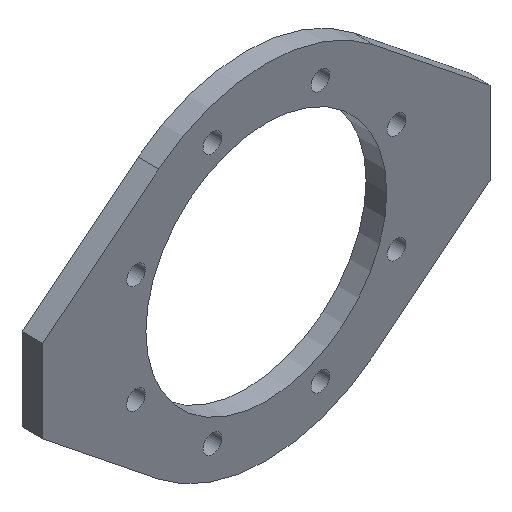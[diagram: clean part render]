
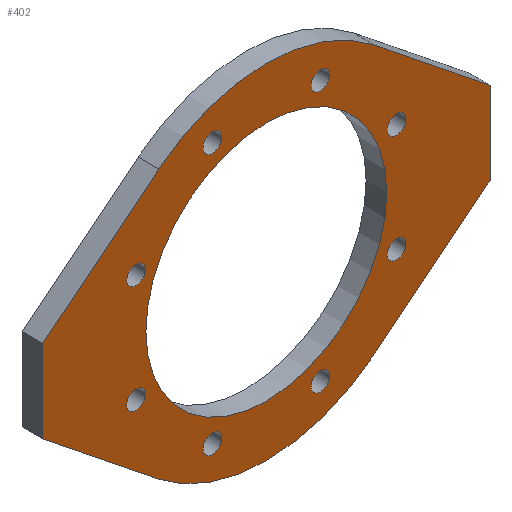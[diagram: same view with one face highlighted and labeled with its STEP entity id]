
A CAD part, isometric view. The second image highlights one B-rep face of the part: STEP entity #402.
In plain terms, the highlighted planar face has unit normal (0, -1, 0).
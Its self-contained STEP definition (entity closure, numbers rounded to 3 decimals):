
#15=FACE_BOUND('',#78,.T.);
#16=FACE_BOUND('',#79,.T.);
#17=FACE_BOUND('',#80,.T.);
#18=FACE_BOUND('',#81,.T.);
#19=FACE_BOUND('',#82,.T.);
#20=FACE_BOUND('',#83,.T.);
#21=FACE_BOUND('',#84,.T.);
#22=FACE_BOUND('',#85,.T.);
#23=FACE_BOUND('',#86,.T.);
#39=PLANE('',#465);
#58=FACE_OUTER_BOUND('',#77,.T.);
#77=EDGE_LOOP('',(#338,#339,#340,#341,#342,#343,#344,#345));
#78=EDGE_LOOP('',(#346,#347));
#79=EDGE_LOOP('',(#348));
#80=EDGE_LOOP('',(#349));
#81=EDGE_LOOP('',(#350));
#82=EDGE_LOOP('',(#351));
#83=EDGE_LOOP('',(#352));
#84=EDGE_LOOP('',(#353));
#85=EDGE_LOOP('',(#354));
#86=EDGE_LOOP('',(#355));
#101=LINE('',#612,#130);
#105=LINE('',#621,#134);
#109=LINE('',#628,#138);
#115=LINE('',#657,#144);
#121=LINE('',#684,#150);
#124=LINE('',#689,#153);
#130=VECTOR('',#499,10.);
#134=VECTOR('',#505,10.);
#138=VECTOR('',#511,10.);
#144=VECTOR('',#543,10.);
#150=VECTOR('',#573,10.);
#153=VECTOR('',#578,10.);
#155=CIRCLE('',#425,13.5);
#157=CIRCLE('',#428,13.5);
#159=CIRCLE('',#431,13.5);
#161=CIRCLE('',#434,13.5);
#163=CIRCLE('',#440,13.5);
#165=CIRCLE('',#443,13.5);
#167=CIRCLE('',#446,13.5);
#169=CIRCLE('',#449,13.5);
#171=CIRCLE('',#453,250.);
#174=CIRCLE('',#457,175.);
#175=CIRCLE('',#458,175.);
#177=CIRCLE('',#461,250.);
#179=VERTEX_POINT('',#586);
#181=VERTEX_POINT('',#592);
#183=VERTEX_POINT('',#598);
#185=VERTEX_POINT('',#604);
#187=VERTEX_POINT('',#610);
#188=VERTEX_POINT('',#611);
#191=VERTEX_POINT('',#619);
#192=VERTEX_POINT('',#620);
#195=VERTEX_POINT('',#631);
#197=VERTEX_POINT('',#637);
#199=VERTEX_POINT('',#643);
#201=VERTEX_POINT('',#649);
#203=VERTEX_POINT('',#655);
#204=VERTEX_POINT('',#656);
#209=VERTEX_POINT('',#670);
#210=VERTEX_POINT('',#672);
#211=VERTEX_POINT('',#677);
#213=VERTEX_POINT('',#683);
#215=EDGE_CURVE('',#179,#179,#155,.T.);
#218=EDGE_CURVE('',#181,#181,#157,.T.);
#221=EDGE_CURVE('',#183,#183,#159,.T.);
#224=EDGE_CURVE('',#185,#185,#161,.T.);
#227=EDGE_CURVE('',#187,#188,#101,.T.);
#231=EDGE_CURVE('',#191,#192,#105,.T.);
#235=EDGE_CURVE('',#192,#187,#109,.T.);
#237=EDGE_CURVE('',#195,#195,#163,.T.);
#240=EDGE_CURVE('',#197,#197,#165,.T.);
#243=EDGE_CURVE('',#199,#199,#167,.T.);
#246=EDGE_CURVE('',#201,#201,#169,.T.);
#249=EDGE_CURVE('',#203,#204,#115,.T.);
#253=EDGE_CURVE('',#204,#188,#171,.T.);
#257=EDGE_CURVE('',#210,#209,#174,.T.);
#258=EDGE_CURVE('',#209,#210,#175,.T.);
#260=EDGE_CURVE('',#191,#211,#177,.T.);
#263=EDGE_CURVE('',#211,#213,#121,.T.);
#266=EDGE_CURVE('',#213,#203,#124,.T.);
#338=ORIENTED_EDGE('',*,*,#253,.T.);
#339=ORIENTED_EDGE('',*,*,#227,.F.);
#340=ORIENTED_EDGE('',*,*,#235,.F.);
#341=ORIENTED_EDGE('',*,*,#231,.F.);
#342=ORIENTED_EDGE('',*,*,#260,.T.);
#343=ORIENTED_EDGE('',*,*,#263,.T.);
#344=ORIENTED_EDGE('',*,*,#266,.T.);
#345=ORIENTED_EDGE('',*,*,#249,.T.);
#346=ORIENTED_EDGE('',*,*,#257,.T.);
#347=ORIENTED_EDGE('',*,*,#258,.T.);
#348=ORIENTED_EDGE('',*,*,#224,.F.);
#349=ORIENTED_EDGE('',*,*,#221,.F.);
#350=ORIENTED_EDGE('',*,*,#218,.F.);
#351=ORIENTED_EDGE('',*,*,#215,.F.);
#352=ORIENTED_EDGE('',*,*,#237,.T.);
#353=ORIENTED_EDGE('',*,*,#240,.T.);
#354=ORIENTED_EDGE('',*,*,#243,.T.);
#355=ORIENTED_EDGE('',*,*,#246,.T.);
#402=ADVANCED_FACE('',(#58,#15,#16,#17,#18,#19,#20,#21,#22,#23),#39,.T.);
#425=AXIS2_PLACEMENT_3D('',#587,#471,#472);
#428=AXIS2_PLACEMENT_3D('',#593,#478,#479);
#431=AXIS2_PLACEMENT_3D('',#599,#485,#486);
#434=AXIS2_PLACEMENT_3D('',#605,#492,#493);
#440=AXIS2_PLACEMENT_3D('',#632,#515,#516);
#443=AXIS2_PLACEMENT_3D('',#638,#522,#523);
#446=AXIS2_PLACEMENT_3D('',#644,#529,#530);
#449=AXIS2_PLACEMENT_3D('',#650,#536,#537);
#453=AXIS2_PLACEMENT_3D('',#664,#549,#550);
#457=AXIS2_PLACEMENT_3D('',#673,#558,#559);
#458=AXIS2_PLACEMENT_3D('',#674,#560,#561);
#461=AXIS2_PLACEMENT_3D('',#678,#566,#567);
#465=AXIS2_PLACEMENT_3D('',#691,#580,#581);
#471=DIRECTION('center_axis',(0.,-1.,0.));
#472=DIRECTION('ref_axis',(-1.,0.,0.));
#478=DIRECTION('center_axis',(0.,-1.,0.));
#479=DIRECTION('ref_axis',(-1.,0.,0.));
#485=DIRECTION('center_axis',(0.,-1.,0.));
#486=DIRECTION('ref_axis',(-1.,0.,0.));
#492=DIRECTION('center_axis',(0.,-1.,0.));
#493=DIRECTION('ref_axis',(-1.,0.,0.));
#499=DIRECTION('',(-0.781,0.,-0.625));
#505=DIRECTION('',(0.781,0.,-0.625));
#511=DIRECTION('',(0.,0.,-1.));
#515=DIRECTION('center_axis',(0.,1.,0.));
#516=DIRECTION('ref_axis',(1.,0.,0.));
#522=DIRECTION('center_axis',(0.,1.,0.));
#523=DIRECTION('ref_axis',(1.,0.,0.));
#529=DIRECTION('center_axis',(0.,1.,0.));
#530=DIRECTION('ref_axis',(1.,0.,0.));
#536=DIRECTION('center_axis',(0.,1.,0.));
#537=DIRECTION('ref_axis',(1.,0.,0.));
#543=DIRECTION('',(0.781,0.,-0.625));
#549=DIRECTION('center_axis',(0.,-1.,0.));
#550=DIRECTION('ref_axis',(0.,0.,1.));
#558=DIRECTION('center_axis',(0.,1.,0.));
#559=DIRECTION('ref_axis',(0.,0.,-1.));
#560=DIRECTION('center_axis',(0.,1.,0.));
#561=DIRECTION('ref_axis',(0.,0.,-1.));
#566=DIRECTION('center_axis',(0.,-1.,0.));
#567=DIRECTION('ref_axis',(0.625,0.,-0.781));
#573=DIRECTION('',(-0.781,0.,-0.625));
#578=DIRECTION('',(0.,0.,-1.));
#580=DIRECTION('center_axis',(0.,-1.,0.));
#581=DIRECTION('ref_axis',(0.,0.,-1.));
#586=CARTESIAN_POINT('',(91.95,0.,-189.395));
#587=CARTESIAN_POINT('Origin',(78.45,0.,-189.395));
#592=CARTESIAN_POINT('',(202.895,0.,-78.45));
#593=CARTESIAN_POINT('Origin',(189.395,0.,-78.45));
#598=CARTESIAN_POINT('',(202.895,0.,78.45));
#599=CARTESIAN_POINT('Origin',(189.395,0.,78.45));
#604=CARTESIAN_POINT('',(91.95,0.,189.395));
#605=CARTESIAN_POINT('Origin',(78.45,0.,189.395));
#610=CARTESIAN_POINT('',(325.,0.,-60.));
#611=CARTESIAN_POINT('',(156.284,0.,-195.129));
#612=CARTESIAN_POINT('',(325.,0.,-60.));
#619=CARTESIAN_POINT('',(156.284,0.,195.129));
#620=CARTESIAN_POINT('',(325.,0.,60.));
#621=CARTESIAN_POINT('',(156.284,0.,195.129));
#628=CARTESIAN_POINT('',(325.,0.,60.));
#631=CARTESIAN_POINT('',(-91.95,0.,-189.395));
#632=CARTESIAN_POINT('Origin',(-78.45,0.,-189.395));
#637=CARTESIAN_POINT('',(-202.895,0.,-78.45));
#638=CARTESIAN_POINT('Origin',(-189.395,0.,-78.45));
#643=CARTESIAN_POINT('',(-202.895,0.,78.45));
#644=CARTESIAN_POINT('Origin',(-189.395,0.,78.45));
#649=CARTESIAN_POINT('',(-91.95,0.,189.395));
#650=CARTESIAN_POINT('Origin',(-78.45,0.,189.395));
#655=CARTESIAN_POINT('',(-325.,0.,-60.));
#656=CARTESIAN_POINT('',(-156.284,0.,-195.129));
#657=CARTESIAN_POINT('',(-325.,0.,-60.));
#664=CARTESIAN_POINT('Origin',(0.,0.,0.));
#670=CARTESIAN_POINT('',(0.,0.,175.));
#672=CARTESIAN_POINT('',(0.,0.,-175.));
#673=CARTESIAN_POINT('Origin',(0.,0.,0.));
#674=CARTESIAN_POINT('Origin',(0.,0.,0.));
#677=CARTESIAN_POINT('',(-156.284,0.,195.129));
#678=CARTESIAN_POINT('Origin',(0.,0.,0.));
#683=CARTESIAN_POINT('',(-325.,0.,60.));
#684=CARTESIAN_POINT('',(-156.284,0.,195.129));
#689=CARTESIAN_POINT('',(-325.,0.,60.));
#691=CARTESIAN_POINT('Origin',(-153.191,0.,0.));
